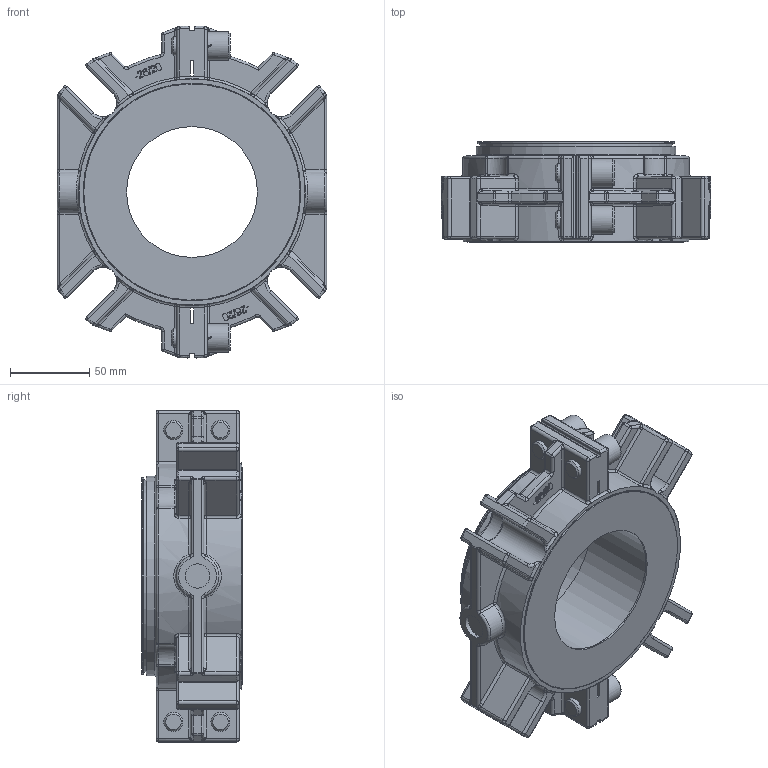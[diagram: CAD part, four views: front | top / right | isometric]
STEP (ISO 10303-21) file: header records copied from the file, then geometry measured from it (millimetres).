
FILE_DESCRIPTION(/* description */ ('Unknown'),/* implementation_level */ '2;1');
FILE_NAME(/* name */ '3.250 RDSX -26_20 SEAL ARRANGEMENT',/* time_stamp */ '2023-02-21T14:16:09-05:00',/* author */ ('Unknown'),/* organization */ ('Unknown'),/* preprocessor_version */ 'ST-DEVELOPER v16.7',/* originating_system */ 'Solid Edge',/* authorisation */ 'Unknown');
FILE_SCHEMA (('AUTOMOTIVE_DESIGN {1 0 10303 214 3 1 1}'));
Length unit declared in the file: millimetre
Products named in the file (1): 3209500
Bounding box: 169.84 x 63.5 x 209.49 mm (x, y, z)
Volume: 865304.7 mm3; surface area: 121415.1 mm2
Topology: 1 solids, 3 shells, 924 faces, 2238 edges, 1291 vertices
Faces by surface type: cylinder 291, plane 197, torus 173, bspline 170, sphere 80, cone 13
Full cylindrical faces by diameter (mm): 12 x8, 15.342 x2, 18 x4, 82.55 x1, 82.677 x1, 85.725 x1, 121.285 x1, 123.825 x1, 125.73 x1, 136.525 x1, 137.033 x1
Entity records: 29032 total; most frequent: CARTESIAN_POINT 8828, DIRECTION 4260, ORIENTED_EDGE 4200, EDGE_CURVE 2100, AXIS2_PLACEMENT_3D 1762, VERTEX_POINT 1250, EDGE_LOOP 1004, FACE_BOUND 1004
